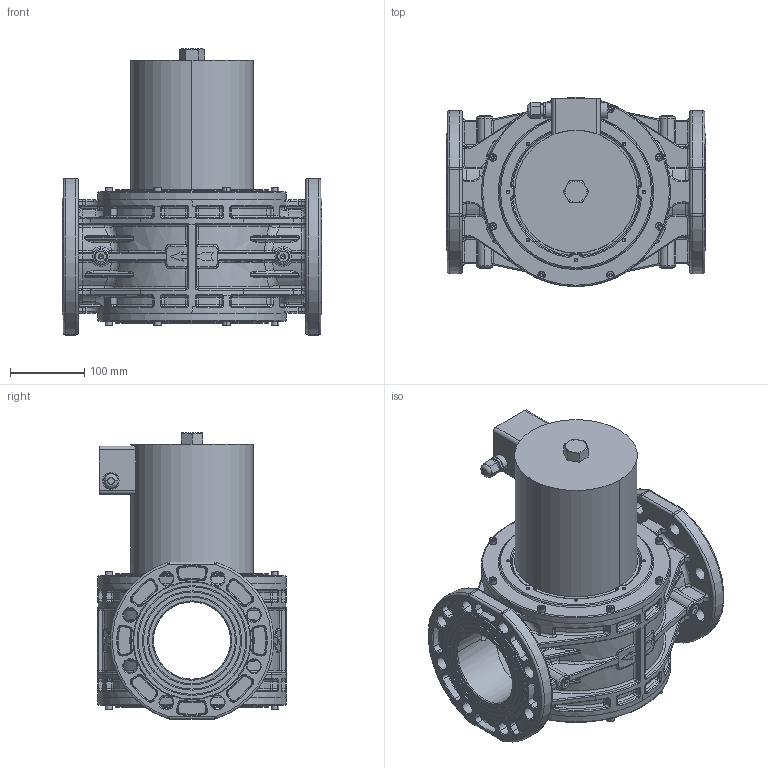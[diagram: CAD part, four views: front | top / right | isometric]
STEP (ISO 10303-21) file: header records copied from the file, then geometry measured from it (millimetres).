
FILE_DESCRIPTION((''),'2;1');
FILE_NAME('EV10_1BAR_ASM','2016-02-22T',('Riccardo'),(''),'PRO/ENGINEER BY PARAMETRIC TECHNOLOGY CORPORATION, 2015030','PRO/ENGINEER BY PARAMETRIC TECHNOLOGY CORPORATION, 2015030','');
FILE_SCHEMA(('CONFIG_CONTROL_DESIGN'));
Length unit declared in the file: millimetre
Products named in the file (9): CO-1455; FO-0500; FO-0570; GUAINADN100; CELONIDEBODYDN100; NUT; TP-100; VITIM6; EV10_1BAR_ASM
Assembly tree (26 placements, depth 2):
  EV10_1BAR_ASM
    CO-1455
    FO-0500
    FO-0570
    GUAINADN100
    CELONIDEBODYDN100
    NUT
    TP-100  x4
    VITIM6  x16
Bounding box: 348.7 x 254 x 384.5 mm (x, y, z)
Volume: 7404957 mm3; surface area: 1009211.7 mm2
Topology: 26 solids, 48 shells, 3426 faces, 7872 edges, 4575 vertices
Faces by surface type: cylinder 1077, plane 985, torus 681, bspline 349, cone 254, sphere 80
Entity records: 99271 total; most frequent: CARTESIAN_POINT 38862, DIRECTION 13336, ORIENTED_EDGE 12320, EDGE_CURVE 6204, AXIS2_PLACEMENT_3D 5708, VERTEX_POINT 3636, CIRCLE 3325, EDGE_LOOP 2880
